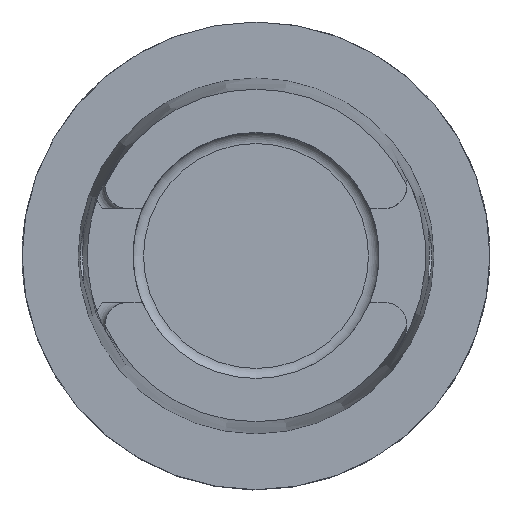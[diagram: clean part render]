
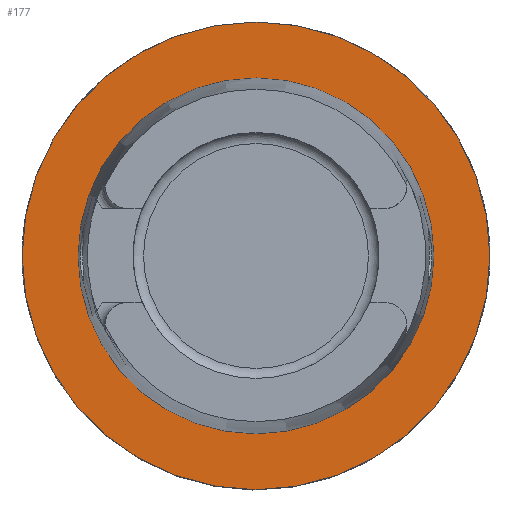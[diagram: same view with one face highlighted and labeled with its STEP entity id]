
A CAD part, top view. The second image highlights one B-rep face of the part: STEP entity #177.
In plain terms, the highlighted planar face has unit normal (0, 0, 1).
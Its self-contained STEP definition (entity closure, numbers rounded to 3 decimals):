
#62=PLANE('',#1426);
#177=ADVANCED_FACE('',(#240,#241),#62,.F.);
#240=FACE_BOUND('',#320,.T.);
#241=FACE_BOUND('',#321,.T.);
#320=EDGE_LOOP('',(#700));
#321=EDGE_LOOP('',(#701));
#416=CIRCLE('',#1364,39.965);
#439=CIRCLE('',#1425,30.407);
#700=ORIENTED_EDGE('',*,*,#1089,.F.);
#701=ORIENTED_EDGE('',*,*,#991,.F.);
#860=VERTEX_POINT('',#1929);
#922=VERTEX_POINT('',#2175);
#991=EDGE_CURVE('',#860,#860,#416,.T.);
#1089=EDGE_CURVE('',#922,#922,#439,.T.);
#1364=AXIS2_PLACEMENT_3D('',#1928,#1520,#1521);
#1425=AXIS2_PLACEMENT_3D('',#2174,#1705,#1706);
#1426=AXIS2_PLACEMENT_3D('',#2176,#1707,#1708);
#1520=DIRECTION('',(0.,0.,-1.));
#1521=DIRECTION('',(-1.,0.,0.));
#1705=DIRECTION('',(0.,0.,1.));
#1706=DIRECTION('',(-1.,0.,0.));
#1707=DIRECTION('',(0.,0.,-1.));
#1708=DIRECTION('',(-1.,0.,0.));
#1928=CARTESIAN_POINT('',(0.,0.,0.));
#1929=CARTESIAN_POINT('',(-39.965,0.,0.));
#2174=CARTESIAN_POINT('',(0.,0.,0.));
#2175=CARTESIAN_POINT('',(-30.407,0.,0.));
#2176=CARTESIAN_POINT('',(0.,-31.878,0.));
